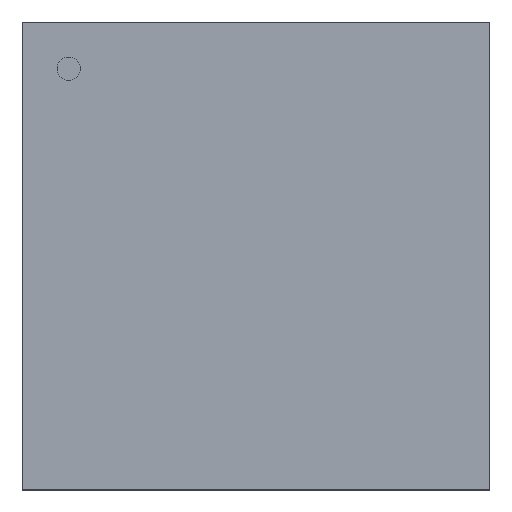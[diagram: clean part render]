
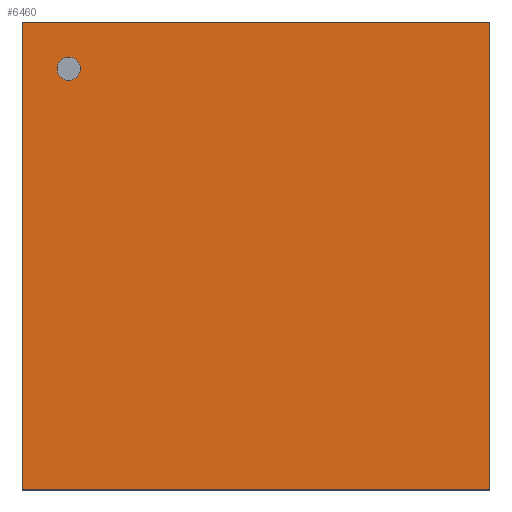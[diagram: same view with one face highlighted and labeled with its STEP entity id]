
A CAD part, top view. The second image highlights one B-rep face of the part: STEP entity #6460.
In plain terms, the highlighted planar face has unit normal (0, 0, 1).
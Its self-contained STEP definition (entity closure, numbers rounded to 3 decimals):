
#6236=CARTESIAN_POINT('',(13.5,-13.5,1.27));
#6235=VERTEX_POINT('',#6236);
#6246=CARTESIAN_POINT('',(-13.5,-13.5,1.27));
#6245=VERTEX_POINT('',#6246);
#6244=EDGE_CURVE('',#6245,#6235,#6249,.T.);
#6249=LINE('',#6246,#6251);
#6251=VECTOR('',#6252,27.);
#6252=DIRECTION('',(1.0,0.0,0.0));
#6285=CARTESIAN_POINT('',(13.5,13.5,1.27));
#6284=VERTEX_POINT('',#6285);
#6293=EDGE_CURVE('',#6235,#6284,#6298,.T.);
#6298=LINE('',#6236,#6300);
#6300=VECTOR('',#6301,27.);
#6301=DIRECTION('',(0.0,1.0,0.0));
#6334=CARTESIAN_POINT('',(-13.5,13.5,1.27));
#6333=VERTEX_POINT('',#6334);
#6342=EDGE_CURVE('',#6284,#6333,#6347,.T.);
#6347=LINE('',#6285,#6349);
#6349=VECTOR('',#6350,27.);
#6350=DIRECTION('',(-1.0,0.0,0.0));
#6391=EDGE_CURVE('',#6333,#6245,#6396,.T.);
#6396=LINE('',#6334,#6398);
#6398=VECTOR('',#6399,27.);
#6399=DIRECTION('',(0.0,-1.0,0.0));
#6460=ADVANCED_FACE('',(#6466),#6461,.T.);
#6461=PLANE('',#6462);
#6462=AXIS2_PLACEMENT_3D('',#6463,#6464,#6465);
#6463=CARTESIAN_POINT('',(-13.5,-13.5,1.27));
#6464=DIRECTION('',(0.0,0.0,1.0));
#6465=DIRECTION('',(0.,1.,0.));
#6466=FACE_OUTER_BOUND('',#6467,.T.);
#6467=EDGE_LOOP('',(#6468,#6478,#6488,#6498));
#6468=ORIENTED_EDGE('',*,*,#6244,.T.);
#6478=ORIENTED_EDGE('',*,*,#6293,.T.);
#6488=ORIENTED_EDGE('',*,*,#6342,.T.);
#6498=ORIENTED_EDGE('',*,*,#6391,.T.);
